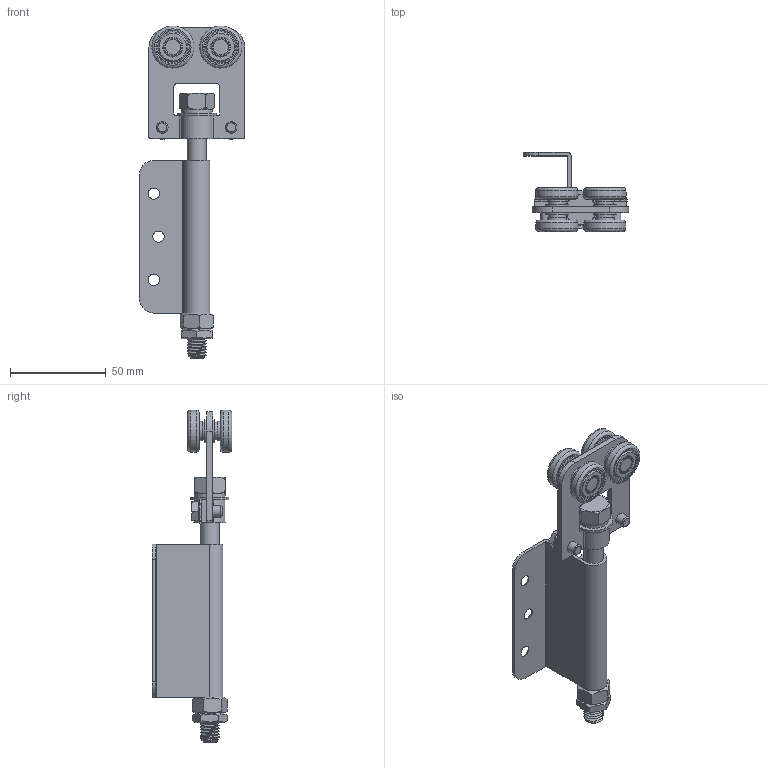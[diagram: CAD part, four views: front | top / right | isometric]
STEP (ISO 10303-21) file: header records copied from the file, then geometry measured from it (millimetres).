
FILE_DESCRIPTION(/* description */ ('Rivet Fore AC.6X22,5 TF90.SPEC.'),/* implementation_level */ '2;1');
FILE_NAME(/* name */ '1104.iam.stp',/* time_stamp */ '2016-02-18T14:06:54+01:00',/* author */ ('Marc'),/* organization */ (''),/* preprocessor_version */ 'ST-DEVELOPER v15.6',/* originating_system */ 'Autodesk Inventor 2015',/* authorisation */ '');
FILE_SCHEMA (('AUTOMOTIVE_DESIGN { 1 0 10303 214 3 1 1 }'));
Length unit declared in the file: millimetre
Products named in the file (14): 16983; 16973; 17296; 15875BIS; 15875; VIS TH M10x130; local.ISO.51.100.1; local.ISO.54.100.1; 15886; 15591; 13581; 04563; 09014; 9512E
Assembly tree (22 placements, depth 2):
  9512E
    16983  x2
    16973  x4
    17296  x4
    15875BIS
    15875
    VIS TH M10x130
    local.ISO.51.100.1
    local.ISO.54.100.1
    15886
    15591
    13581
    04563  x2
    09014  x2
Bounding box: 55 x 41.5 x 173.5 mm (x, y, z)
Volume: 45085.7 mm3; surface area: 41109.8 mm2
Topology: 22 solids, 22 shells, 485 faces, 1110 edges, 713 vertices
Faces by surface type: cylinder 204, plane 195, cone 62, torus 22, bspline 2
Full cylindrical faces by diameter (mm): 4.3 x2, 5.9 x2, 6 x8, 6.2 x8, 8 x2, 8.376 x2, 8.88 x2, 9.2 x4, 10 x19, 10.132 x8, 10.4 x1, 10.466 x4, 11 x8, 11.597 x4, 12 x4, 14.722 x4, 15.5 x8, 16 x1, 20.1 x1, 22 x4
Entity records: 10381 total; most frequent: CARTESIAN_POINT 4216, DIRECTION 1297, ORIENTED_EDGE 1096, EDGE_CURVE 547, AXIS2_PLACEMENT_3D 517, VERTEX_POINT 392, EDGE_LOOP 358, LINE 263
